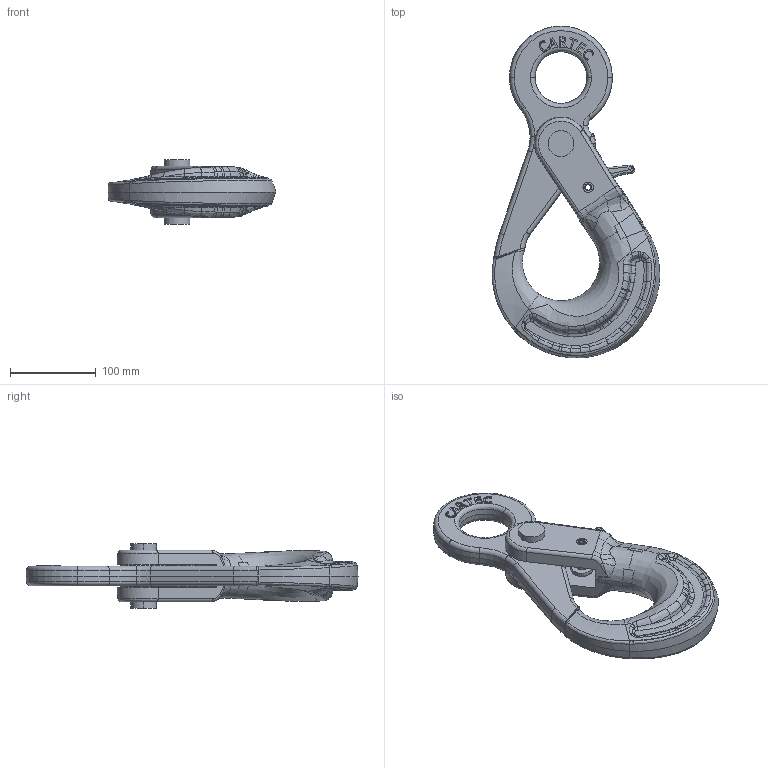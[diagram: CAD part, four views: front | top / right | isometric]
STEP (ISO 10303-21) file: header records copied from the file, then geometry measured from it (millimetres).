
FILE_DESCRIPTION(('STEP AP214'),'1');
FILE_NAME('cro_20.stp','2018-01-24T07:05:00',('TraceParts'),('TraceParts S.A.'),'Spatial InterOp 3D',' ',' ');
FILE_SCHEMA(('automotive_design'));
Length unit declared in the file: millimetre
Products named in the file (6): cro_20_1; cro_20_2; cro_20_3; cro_20_4; cro_20_5; cro_20_6
Bounding box: 194.93 x 386.57 x 75 mm (x, y, z)
Volume: 1322455.9 mm3; surface area: 169889.7 mm2
Topology: 6 solids, 6 shells, 655 faces, 1839 edges, 1164 vertices
Faces by surface type: bspline 371, plane 126, cylinder 84, torus 38, cone 28, sphere 8
Entity records: 64954 total; most frequent: CARTESIAN_POINT 45018, ORIENTED_EDGE 3602, DIRECTION 2230, EDGE_CURVE 1801, VERTEX_POINT 1164, AXIS2_PLACEMENT_3D 871, B_SPLINE_CURVE_WITH_KNOTS 732, EDGE_LOOP 681
